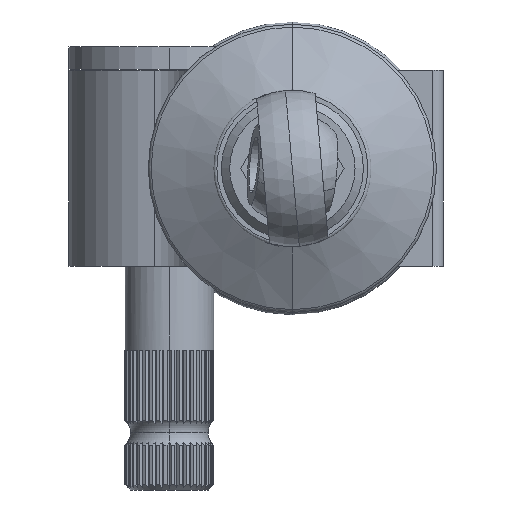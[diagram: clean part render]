
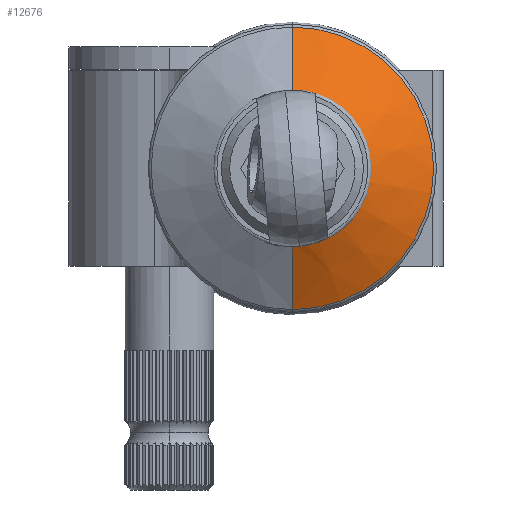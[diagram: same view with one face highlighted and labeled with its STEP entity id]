
A CAD part, left-side view. The second image highlights one B-rep face of the part: STEP entity #12676.
In plain terms, the highlighted conical face has half-angle 60.317 degrees and reference radius 16.572 mm.
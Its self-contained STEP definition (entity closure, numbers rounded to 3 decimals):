
#115 = DIRECTION ( 'NONE',  ( -1., 0., 0. ) ) ;
#884 = CIRCLE ( 'NONE', #13710, 13.5 ) ;
#1472 = LINE ( 'NONE', #10148, #10495 ) ;
#1581 = CARTESIAN_POINT ( 'NONE',  ( 0., 0., 100.796 ) ) ;
#1916 = DIRECTION ( 'NONE',  ( -0.869, 0., -0.495 ) ) ;
#2068 = CARTESIAN_POINT ( 'NONE',  ( 16.572, 0., 99.044 ) ) ;
#2779 = DIRECTION ( 'NONE',  ( -1., 0., 0. ) ) ;
#3106 = ORIENTED_EDGE ( 'NONE', *, *, #13474, .T. ) ;
#3207 = DIRECTION ( 'NONE',  ( 0.869, 0., -0.495 ) ) ;
#3496 = LINE ( 'NONE', #2068, #6613 ) ;
#4261 = VERTEX_POINT ( 'NONE', #11262 ) ;
#4309 = EDGE_LOOP ( 'NONE', ( #12835, #3106, #7346, #6263 ) ) ;
#6008 = VERTEX_POINT ( 'NONE', #13251 ) ;
#6263 = ORIENTED_EDGE ( 'NONE', *, *, #8359, .F. ) ;
#6613 = VECTOR ( 'NONE', #3207, 1000. ) ;
#6788 = DIRECTION ( 'NONE',  ( -1., 0., 0. ) ) ;
#7161 = DIRECTION ( 'NONE',  ( 0., 0., -1. ) ) ;
#7346 = ORIENTED_EDGE ( 'NONE', *, *, #12571, .T. ) ;
#8359 = EDGE_CURVE ( 'NONE', #8604, #8577, #14359, .T. ) ;
#8577 = VERTEX_POINT ( 'NONE', #8794 ) ;
#8604 = VERTEX_POINT ( 'NONE', #10037 ) ;
#8794 = CARTESIAN_POINT ( 'NONE',  ( -25.26, 0., 94.092 ) ) ;
#9098 = AXIS2_PLACEMENT_3D ( 'NONE', #14239, #7161, #115 ) ;
#9813 = DIRECTION ( 'NONE',  ( 0., 0., -1. ) ) ;
#10037 = CARTESIAN_POINT ( 'NONE',  ( 25.26, 0., 94.092 ) ) ;
#10148 = CARTESIAN_POINT ( 'NONE',  ( -16.572, 0., 99.044 ) ) ;
#10495 = VECTOR ( 'NONE', #1916, 1000. ) ;
#11262 = CARTESIAN_POINT ( 'NONE',  ( -13.5, 0., 100.796 ) ) ;
#12149 = FACE_OUTER_BOUND ( 'NONE', #4309, .T. ) ;
#12222 = AXIS2_PLACEMENT_3D ( 'NONE', #13860, #12663, #6788 ) ;
#12571 = EDGE_CURVE ( 'NONE', #4261, #8577, #1472, .T. ) ;
#12658 = EDGE_CURVE ( 'NONE', #6008, #8604, #3496, .T. ) ;
#12663 = DIRECTION ( 'NONE',  ( 0., 0., -1. ) ) ;
#12676 = ADVANCED_FACE ( 'NONE', ( #12149 ), #14920, .T. ) ;
#12835 = ORIENTED_EDGE ( 'NONE', *, *, #12658, .F. ) ;
#13251 = CARTESIAN_POINT ( 'NONE',  ( 13.5, 0., 100.796 ) ) ;
#13474 = EDGE_CURVE ( 'NONE', #6008, #4261, #884, .T. ) ;
#13710 = AXIS2_PLACEMENT_3D ( 'NONE', #1581, #9813, #2779 ) ;
#13860 = CARTESIAN_POINT ( 'NONE',  ( 0., 0., 99.044 ) ) ;
#14239 = CARTESIAN_POINT ( 'NONE',  ( 0., 0., 94.092 ) ) ;
#14359 = CIRCLE ( 'NONE', #9098, 25.26 ) ;
#14920 = CONICAL_SURFACE ( 'NONE', #12222, 16.572, 1.053 ) ;
